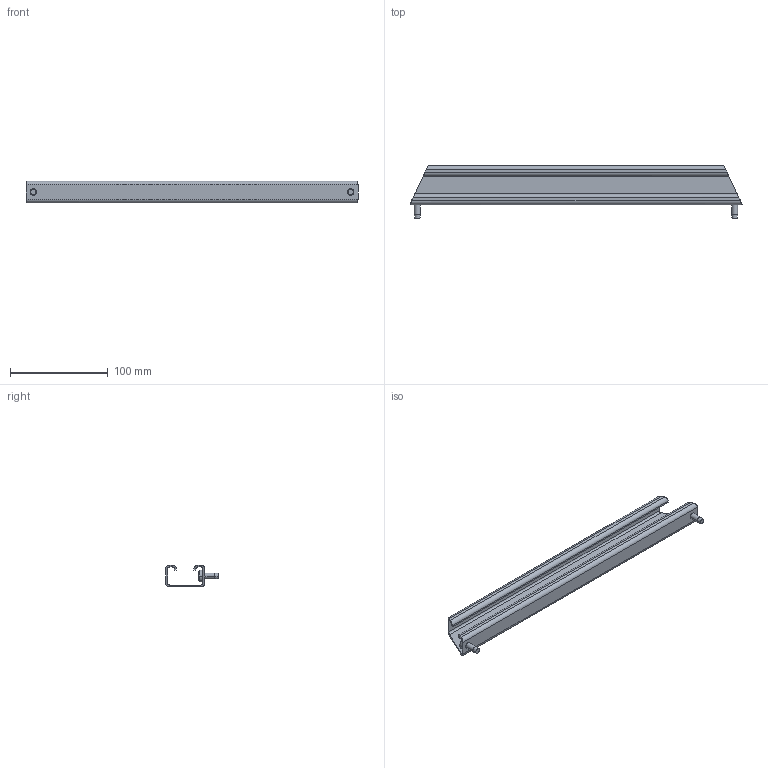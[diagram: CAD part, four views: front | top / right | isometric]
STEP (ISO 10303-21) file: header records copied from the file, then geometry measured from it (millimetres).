
FILE_DESCRIPTION(('STEP AP214'),'1');
FILE_NAME('cctmp_E4F85142-2FCA-4679-9962-E7A84A774DBD_2024_05_06_11_39_47_0949..stp','2024-05-06T09:39:49',('SIEMENS A&D'),('CADClick - www.CADClick.com'),'Spatial InterOp 3D',' ','unknown authorization');
FILE_SCHEMA(('AUTOMOTIVE_DESIGN'));
Length unit declared in the file: millimetre
Products named in the file (4): cc_unnamed; 2024_05_06_11_39_47_0934; 2024_05_06_11_39_47_0902; 2024_05_06_11_39_47_0871
Assembly tree (3 placements, depth 2):
  cc_unnamed
    2024_05_06_11_39_47_0934
    2024_05_06_11_39_47_0902
    2024_05_06_11_39_47_0871
Bounding box: 340 x 54 x 22.5 mm (x, y, z)
Volume: 64945.3 mm3; surface area: 66174.7 mm2
Topology: 3 solids, 3 shells, 56 faces, 136 edges, 88 vertices
Faces by surface type: cylinder 24, plane 24, cone 8
Entity records: 2217 total; most frequent: DIRECTION 312, CARTESIAN_POINT 284, ORIENTED_EDGE 272, EDGE_CURVE 136, AXIS2_PLACEMENT_3D 116, VERTEX_POINT 88, LINE 80, VECTOR 80
